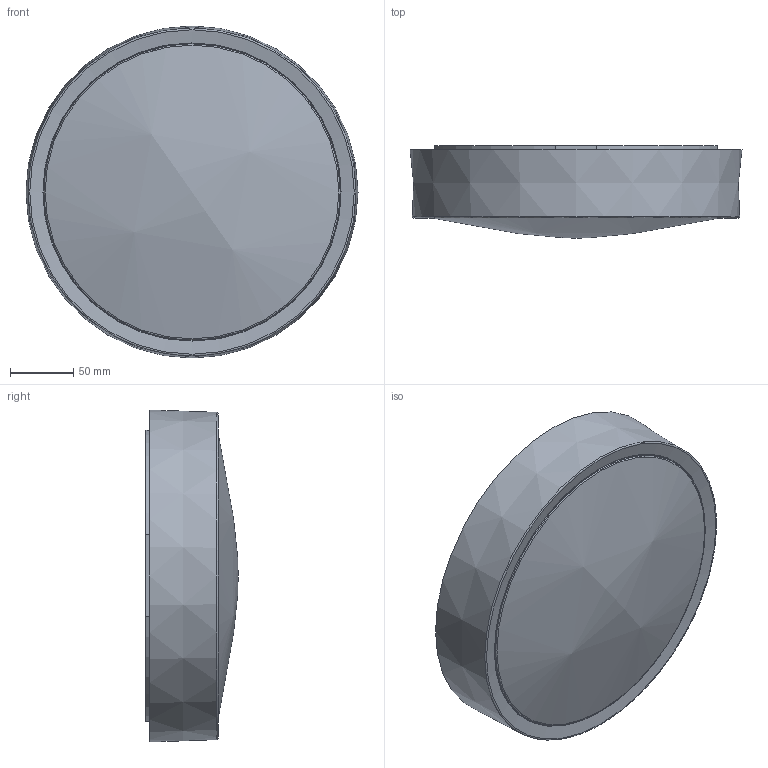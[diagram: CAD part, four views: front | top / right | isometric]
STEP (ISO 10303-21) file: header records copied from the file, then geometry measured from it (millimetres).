
FILE_DESCRIPTION (( 'STEP AP214' ), '1' );
FILE_NAME ('BLKH_G2_250.STEP', '2024-05-13T10:47:48', ( '' ), ( '' ), 'SwSTEP 2.0', 'SolidWorks 2022', '' );
FILE_SCHEMA (( 'AUTOMOTIVE_DESIGN' ));
Length unit declared in the file: millimetre
Products named in the file (1): BLKH_G2_250
Bounding box: 261.7 x 72.77 x 261.7 mm (x, y, z)
Volume: 824251 mm3; surface area: 372549.3 mm2
Topology: 3 solids, 3 shells, 41 faces, 97 edges, 63 vertices
Faces by surface type: bspline 15, plane 13, cone 11, torus 2
Entity records: 2134 total; most frequent: CARTESIAN_POINT 903, ORIENTED_EDGE 138, DIRECTION 124, EDGE_CURVE 69, EDGE_LOOP 62, VERTEX_POINT 53, FACE_OUTER_BOUND 48, AXIS2_PLACEMENT_3D 48
